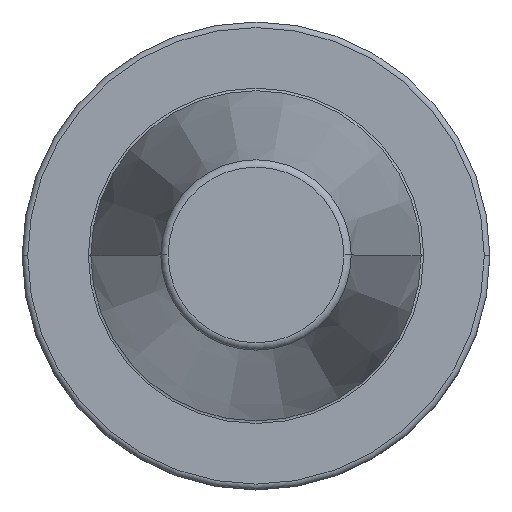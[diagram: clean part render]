
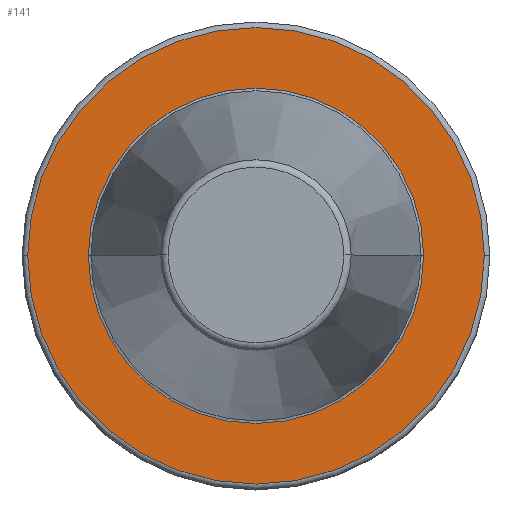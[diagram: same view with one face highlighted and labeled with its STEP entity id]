
A CAD part, top view. The second image highlights one B-rep face of the part: STEP entity #141.
In plain terms, the highlighted planar face has unit normal (0, 0, 1).
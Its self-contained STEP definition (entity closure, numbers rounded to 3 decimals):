
#41=FACE_BOUND('',#240,.T.);
#42=FACE_BOUND('',#241,.T.);
#47=PLANE('',#728);
#141=ADVANCED_FACE('',(#41,#42),#47,.F.);
#240=EDGE_LOOP('',(#377,#378));
#241=EDGE_LOOP('',(#379,#380));
#377=ORIENTED_EDGE('',*,*,#538,.T.);
#378=ORIENTED_EDGE('',*,*,#475,.T.);
#379=ORIENTED_EDGE('',*,*,#464,.T.);
#380=ORIENTED_EDGE('',*,*,#466,.T.);
#415=VERTEX_POINT('',#986);
#418=VERTEX_POINT('',#991);
#427=VERTEX_POINT('',#1016);
#428=VERTEX_POINT('',#1017);
#464=EDGE_CURVE('',#415,#418,#546,.T.);
#466=EDGE_CURVE('',#418,#415,#548,.T.);
#475=EDGE_CURVE('',#427,#428,#557,.T.);
#538=EDGE_CURVE('',#428,#427,#600,.T.);
#546=CIRCLE('',#641,22.563);
#548=CIRCLE('',#644,22.563);
#557=CIRCLE('',#656,30.725);
#600=CIRCLE('',#727,30.725);
#641=AXIS2_PLACEMENT_3D('',#992,#756,#757);
#644=AXIS2_PLACEMENT_3D('',#995,#762,#763);
#656=AXIS2_PLACEMENT_3D('',#1015,#786,#787);
#727=AXIS2_PLACEMENT_3D('',#1140,#948,#949);
#728=AXIS2_PLACEMENT_3D('',#1141,#950,#951);
#756=DIRECTION('',(0.,0.,-1.));
#757=DIRECTION('',(-1.,0.,0.));
#762=DIRECTION('',(0.,0.,-1.));
#763=DIRECTION('',(-1.,0.,0.));
#786=DIRECTION('',(0.,0.,1.));
#787=DIRECTION('',(-1.,0.,0.));
#948=DIRECTION('',(0.,0.,1.));
#949=DIRECTION('',(-1.,0.,0.));
#950=DIRECTION('',(0.,0.,-1.));
#951=DIRECTION('',(1.,0.,0.));
#986=CARTESIAN_POINT('',(-22.563,0.,-2.));
#991=CARTESIAN_POINT('',(22.563,0.,-2.));
#992=CARTESIAN_POINT('',(0.,0.,-2.));
#995=CARTESIAN_POINT('',(0.,0.,-2.));
#1015=CARTESIAN_POINT('',(0.,0.,-2.));
#1016=CARTESIAN_POINT('',(30.725,0.,-2.));
#1017=CARTESIAN_POINT('',(-30.725,0.,-2.));
#1140=CARTESIAN_POINT('',(0.,0.,-2.));
#1141=CARTESIAN_POINT('',(0.,31.475,-2.));
